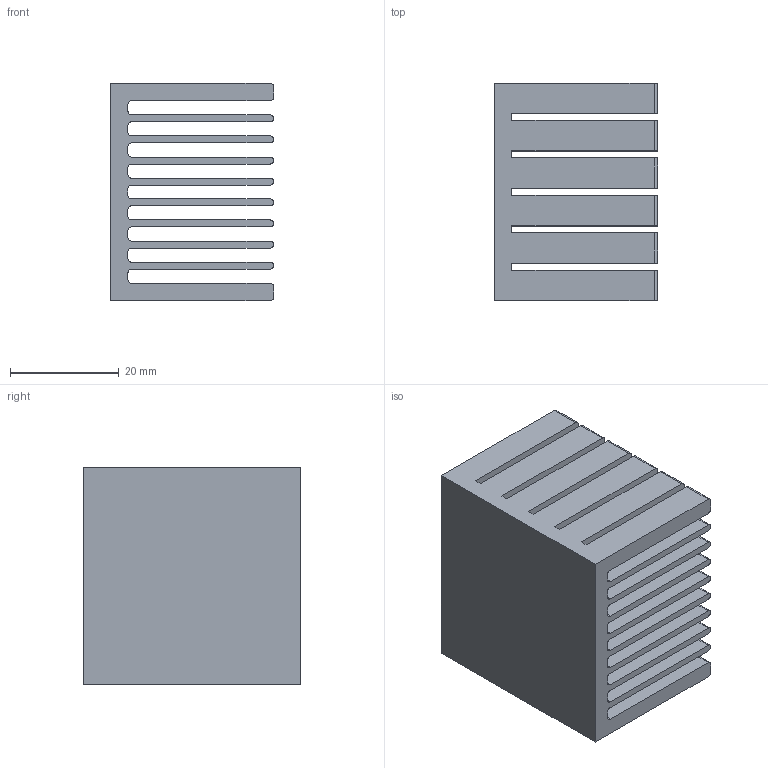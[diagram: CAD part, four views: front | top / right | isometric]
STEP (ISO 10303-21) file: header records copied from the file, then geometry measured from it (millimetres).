
FILE_DESCRIPTION(/* description */ (''),/* implementation_level */ '2;1');
FILE_NAME(/* name */ 'Heatsink_40x40x30_waffle.step',/* time_stamp */ '2025-04-21T01:19:17+03:00',/* author */ (''),/* organization */ (''),/* preprocessor_version */ 'ST-DEVELOPER v20.1',/* originating_system */ 'Autodesk Translation Framework v14.4.0.0',/* authorisation */ '');
FILE_SCHEMA (('AUTOMOTIVE_DESIGN { 1 0 10303 214 3 1 1 }'));
Length unit declared in the file: millimetre
Products named in the file (1): Heatsink_40x40x30_waffle
Bounding box: 30 x 40 x 40 mm (x, y, z)
Volume: 20242.7 mm3; surface area: 26717.5 mm2
Topology: 1 solids, 1 shells, 502 faces, 1404 edges, 936 vertices
Faces by surface type: plane 274, cylinder 228
Entity records: 16284 total; most frequent: DIRECTION 2866, CARTESIAN_POINT 2843, ORIENTED_EDGE 2808, EDGE_CURVE 1404, AXIS2_PLACEMENT_3D 959, LINE 948, VECTOR 948, VERTEX_POINT 936
